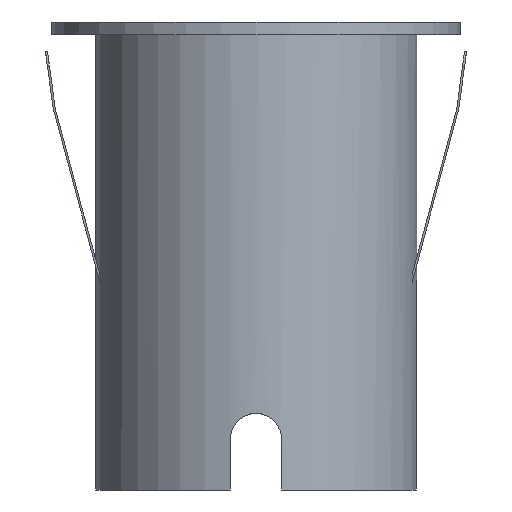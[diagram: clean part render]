
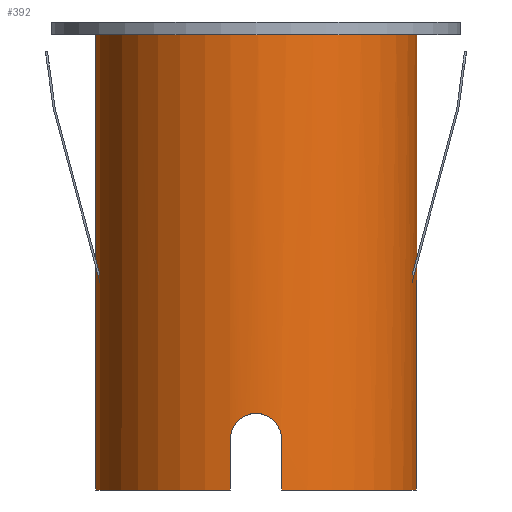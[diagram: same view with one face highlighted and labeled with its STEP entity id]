
A CAD part, left-side view. The second image highlights one B-rep face of the part: STEP entity #392.
In plain terms, the highlighted cylindrical face has radius 31.5 mm (diameter 63 mm), a full revolution.
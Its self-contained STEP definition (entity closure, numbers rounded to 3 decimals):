
#242=CYLINDRICAL_SURFACE('',#2613,31.5);
#250=B_SPLINE_CURVE_WITH_KNOTS('',3,(#3951,#3952,#3953,#3954,#3955,#3956,
#3957,#3958,#3959,#3960),.UNSPECIFIED.,.F.,.F.,(4,2,2,2,4),(0.,0.25,0.5,
0.75,1.),.UNSPECIFIED.);
#251=B_SPLINE_CURVE_WITH_KNOTS('',3,(#3968,#3969,#3970,#3971,#3972,#3973,
#3974,#3975,#3976,#3977),.UNSPECIFIED.,.F.,.F.,(4,2,2,2,4),(0.,0.25,0.5,
0.75,1.),.UNSPECIFIED.);
#392=ADVANCED_FACE('',(#621,#622),#242,.T.);
#621=FACE_BOUND('',#833,.T.);
#622=FACE_BOUND('',#834,.T.);
#833=EDGE_LOOP('',(#1661));
#834=EDGE_LOOP('',(#1662,#1663,#1664,#1665,#1666,#1667,#1668,#1669));
#977=LINE('',#3948,#1123);
#978=LINE('',#3962,#1124);
#979=LINE('',#3966,#1125);
#980=LINE('',#3979,#1126);
#1123=VECTOR('',#3295,1.);
#1124=VECTOR('',#3296,1.);
#1125=VECTOR('',#3299,1.);
#1126=VECTOR('',#3300,1.);
#1661=ORIENTED_EDGE('',*,*,#2185,.F.);
#1662=ORIENTED_EDGE('',*,*,#2186,.F.);
#1663=ORIENTED_EDGE('',*,*,#2187,.F.);
#1664=ORIENTED_EDGE('',*,*,#2188,.F.);
#1665=ORIENTED_EDGE('',*,*,#2189,.T.);
#1666=ORIENTED_EDGE('',*,*,#2190,.F.);
#1667=ORIENTED_EDGE('',*,*,#2191,.F.);
#1668=ORIENTED_EDGE('',*,*,#2192,.F.);
#1669=ORIENTED_EDGE('',*,*,#2193,.T.);
#1906=VERTEX_POINT('',#3947);
#1907=VERTEX_POINT('',#3949);
#1908=VERTEX_POINT('',#3950);
#1909=VERTEX_POINT('',#3961);
#1910=VERTEX_POINT('',#3963);
#1911=VERTEX_POINT('',#3965);
#1912=VERTEX_POINT('',#3967);
#1913=VERTEX_POINT('',#3978);
#1914=VERTEX_POINT('',#3980);
#2185=EDGE_CURVE('',#1906,#1906,#2336,.T.);
#2186=EDGE_CURVE('',#1907,#1908,#977,.T.);
#2187=EDGE_CURVE('',#1909,#1907,#250,.T.);
#2188=EDGE_CURVE('',#1910,#1909,#978,.T.);
#2189=EDGE_CURVE('',#1910,#1911,#2337,.T.);
#2190=EDGE_CURVE('',#1912,#1911,#979,.T.);
#2191=EDGE_CURVE('',#1913,#1912,#251,.T.);
#2192=EDGE_CURVE('',#1914,#1913,#980,.T.);
#2193=EDGE_CURVE('',#1914,#1908,#2338,.T.);
#2336=CIRCLE('',#2610,31.5);
#2337=CIRCLE('',#2611,31.5);
#2338=CIRCLE('',#2612,31.5);
#2610=AXIS2_PLACEMENT_3D('',#3946,#3293,#3294);
#2611=AXIS2_PLACEMENT_3D('',#3964,#3297,#3298);
#2612=AXIS2_PLACEMENT_3D('',#3981,#3301,#3302);
#2613=AXIS2_PLACEMENT_3D('',#3982,#3303,#3304);
#3293=DIRECTION('',(0.,0.,1.));
#3294=DIRECTION('',(1.,0.,0.));
#3295=DIRECTION('',(0.,0.,-1.));
#3296=DIRECTION('',(0.,0.,1.));
#3297=DIRECTION('',(0.,0.,1.));
#3298=DIRECTION('',(1.,0.,0.));
#3299=DIRECTION('',(0.,0.,-1.));
#3300=DIRECTION('',(0.,0.,1.));
#3301=DIRECTION('',(0.,0.,1.));
#3302=DIRECTION('',(1.,0.,0.));
#3303=DIRECTION('',(0.,0.,-1.));
#3304=DIRECTION('',(-1.,0.,0.));
#3946=CARTESIAN_POINT('',(0.,0.,74.5));
#3947=CARTESIAN_POINT('',(31.5,0.,74.5));
#3948=CARTESIAN_POINT('',(31.101,-5.,84.5));
#3949=CARTESIAN_POINT('',(31.101,-5.,-5.5));
#3950=CARTESIAN_POINT('',(31.101,-5.,-15.5));
#3951=CARTESIAN_POINT('',(31.101,5.,-5.5));
#3952=CARTESIAN_POINT('',(31.101,5.,-4.177));
#3953=CARTESIAN_POINT('',(31.197,4.456,-2.885));
#3954=CARTESIAN_POINT('',(31.405,2.615,-1.044));
#3955=CARTESIAN_POINT('',(31.5,1.31,-0.501));
#3956=CARTESIAN_POINT('',(31.5,-1.303,-0.499));
#3957=CARTESIAN_POINT('',(31.406,-2.601,-1.031));
#3958=CARTESIAN_POINT('',(31.196,-4.465,-2.893));
#3959=CARTESIAN_POINT('',(31.101,-5.,-4.177));
#3960=CARTESIAN_POINT('',(31.101,-5.,-5.5));
#3961=CARTESIAN_POINT('',(31.101,5.,-5.5));
#3962=CARTESIAN_POINT('',(31.101,5.,84.5));
#3963=CARTESIAN_POINT('',(31.101,5.,-15.5));
#3964=CARTESIAN_POINT('',(0.,0.,-15.5));
#3965=CARTESIAN_POINT('',(-31.101,5.,-15.5));
#3966=CARTESIAN_POINT('',(-31.101,5.,84.5));
#3967=CARTESIAN_POINT('',(-31.101,5.,-5.5));
#3968=CARTESIAN_POINT('',(-31.101,-5.,-5.5));
#3969=CARTESIAN_POINT('',(-31.101,-5.,-4.177));
#3970=CARTESIAN_POINT('',(-31.197,-4.456,-2.885));
#3971=CARTESIAN_POINT('',(-31.405,-2.615,-1.044));
#3972=CARTESIAN_POINT('',(-31.5,-1.31,-0.501));
#3973=CARTESIAN_POINT('',(-31.5,1.303,-0.499));
#3974=CARTESIAN_POINT('',(-31.406,2.601,-1.031));
#3975=CARTESIAN_POINT('',(-31.196,4.465,-2.893));
#3976=CARTESIAN_POINT('',(-31.101,5.,-4.177));
#3977=CARTESIAN_POINT('',(-31.101,5.,-5.5));
#3978=CARTESIAN_POINT('',(-31.101,-5.,-5.5));
#3979=CARTESIAN_POINT('',(-31.101,-5.,84.5));
#3980=CARTESIAN_POINT('',(-31.101,-5.,-15.5));
#3981=CARTESIAN_POINT('',(0.,0.,-15.5));
#3982=CARTESIAN_POINT('',(0.,0.,84.5));
